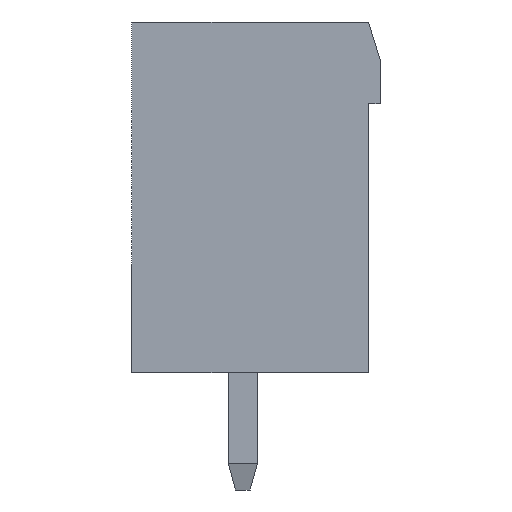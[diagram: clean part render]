
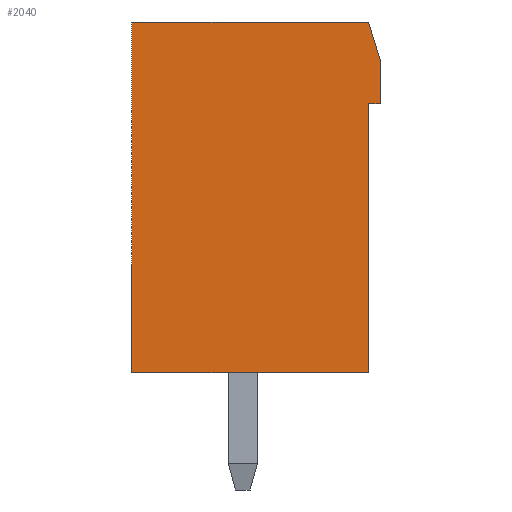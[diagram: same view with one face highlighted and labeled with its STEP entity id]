
A CAD part, left-side view. The second image highlights one B-rep face of the part: STEP entity #2040.
In plain terms, the highlighted planar face has unit normal (-1, 0, 0).
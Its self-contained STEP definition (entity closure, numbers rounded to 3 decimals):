
#2040 = ADVANCED_FACE( '', ( #4127 ), #4128, .T. );
#4127 = FACE_OUTER_BOUND( '', #6288, .T. );
#4128 = PLANE( '', #6289 );
#6288 = EDGE_LOOP( '', ( #12017, #12018, #12019, #12020, #12021, #12022, #12023 ) );
#6289 = AXIS2_PLACEMENT_3D( '', #12024, #12025, #12026 );
#12017 = ORIENTED_EDGE( '', *, *, #13655, .T. );
#12018 = ORIENTED_EDGE( '', *, *, #15652, .T. );
#12019 = ORIENTED_EDGE( '', *, *, #14477, .T. );
#12020 = ORIENTED_EDGE( '', *, *, #15136, .T. );
#12021 = ORIENTED_EDGE( '', *, *, #15751, .T. );
#12022 = ORIENTED_EDGE( '', *, *, #13502, .T. );
#12023 = ORIENTED_EDGE( '', *, *, #13812, .T. );
#12024 = CARTESIAN_POINT( '', ( -51.8, 0., 0. ) );
#12025 = DIRECTION( '', ( -1., 0., 0. ) );
#12026 = DIRECTION( '', ( 0., 0., 1. ) );
#13502 = EDGE_CURVE( '', #16254, #16255, #16256, .T. );
#13655 = EDGE_CURVE( '', #16519, #16523, #16525, .T. );
#13812 = EDGE_CURVE( '', #16255, #16519, #16800, .T. );
#14477 = EDGE_CURVE( '', #17892, #17893, #17894, .T. );
#15136 = EDGE_CURVE( '', #17893, #18884, #18886, .T. );
#15652 = EDGE_CURVE( '', #16523, #17892, #19555, .T. );
#15751 = EDGE_CURVE( '', #18884, #16254, #19672, .T. );
#16254 = VERTEX_POINT( '', #20293 );
#16255 = VERTEX_POINT( '', #20294 );
#16256 = LINE( '', #20295, #20296 );
#16519 = VERTEX_POINT( '', #20671 );
#16523 = VERTEX_POINT( '', #20677 );
#16525 = LINE( '', #20680, #20681 );
#16800 = LINE( '', #21074, #21075 );
#17892 = VERTEX_POINT( '', #22674 );
#17893 = VERTEX_POINT( '', #22675 );
#17894 = LINE( '', #22676, #22677 );
#18884 = VERTEX_POINT( '', #24150 );
#18886 = LINE( '', #24153, #24154 );
#19555 = LINE( '', #25149, #25150 );
#19672 = LINE( '', #25324, #25325 );
#20293 = CARTESIAN_POINT( '', ( -51.8, -4.05, 3.2 ) );
#20294 = CARTESIAN_POINT( '', ( -51.8, -4.45, 3.2 ) );
#20295 = CARTESIAN_POINT( '', ( -51.8, -4.05, 3.2 ) );
#20296 = VECTOR( '', #25825, 1000. );
#20671 = CARTESIAN_POINT( '', ( -51.8, -4.45, 4.7 ) );
#20677 = CARTESIAN_POINT( '', ( -51.8, -4.05, 6. ) );
#20680 = CARTESIAN_POINT( '', ( -51.8, -4.45, 4.7 ) );
#20681 = VECTOR( '', #25965, 1000. );
#21074 = CARTESIAN_POINT( '', ( -51.8, -4.45, 3.2 ) );
#21075 = VECTOR( '', #26114, 1000. );
#22674 = CARTESIAN_POINT( '', ( -51.8, 4.05, 6. ) );
#22675 = CARTESIAN_POINT( '', ( -51.8, 4.05, -6. ) );
#22676 = CARTESIAN_POINT( '', ( -51.8, 4.05, 6. ) );
#22677 = VECTOR( '', #26721, 1000. );
#24150 = CARTESIAN_POINT( '', ( -51.8, -4.05, -6. ) );
#24153 = CARTESIAN_POINT( '', ( -51.8, 4.05, -6. ) );
#24154 = VECTOR( '', #27332, 1000. );
#25149 = CARTESIAN_POINT( '', ( -51.8, -4.05, 6. ) );
#25150 = VECTOR( '', #27731, 1000. );
#25324 = CARTESIAN_POINT( '', ( -51.8, -4.05, -6. ) );
#25325 = VECTOR( '', #27789, 1000. );
#25825 = DIRECTION( '', ( 0., -1., 0. ) );
#25965 = DIRECTION( '', ( 0., 0.294, 0.956 ) );
#26114 = DIRECTION( '', ( 0., 0., 1. ) );
#26721 = DIRECTION( '', ( 0., 0., -1. ) );
#27332 = DIRECTION( '', ( 0., -1., 0. ) );
#27731 = DIRECTION( '', ( 0., 1., 0. ) );
#27789 = DIRECTION( '', ( 0., 0., 1. ) );
